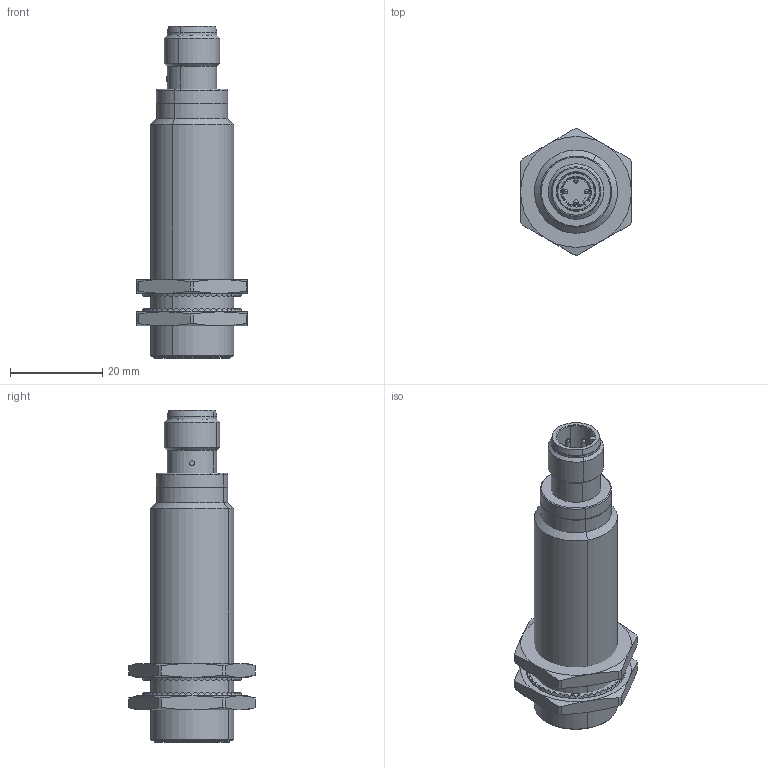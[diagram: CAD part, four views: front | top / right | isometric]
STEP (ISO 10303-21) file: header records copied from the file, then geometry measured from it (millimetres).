
FILE_DESCRIPTION(('STEP AP242'),'1');
FILE_NAME('xs1m18kp340d.stp','2021-05-14T05:42:44',('TraceParts'),('TraceParts S.A.'),'Spatial InterOp 3D',' ',' ');
FILE_SCHEMA(('AP242_MANAGED_MODEL_BASED_3D_ENGINEERING_MIM_LF {1 0 10303 442 1 1 4}'));
Length unit declared in the file: millimetre
Products named in the file (1): xs1m18kp340d_1
Bounding box: 24 x 27.41 x 71.9 mm (x, y, z)
Volume: 6843.5 mm3; surface area: 10718.7 mm2
Topology: 6 solids, 6 shells, 496 faces, 1340 edges, 862 vertices
Faces by surface type: plane 345, cylinder 66, cone 58, torus 13, sphere 12, bspline 2
Entity records: 16638 total; most frequent: CARTESIAN_POINT 4753, ORIENTED_EDGE 2656, DIRECTION 2280, EDGE_CURVE 1328, AXIS2_PLACEMENT_3D 924, VERTEX_POINT 862, EDGE_LOOP 522, ADVANCED_FACE 496
